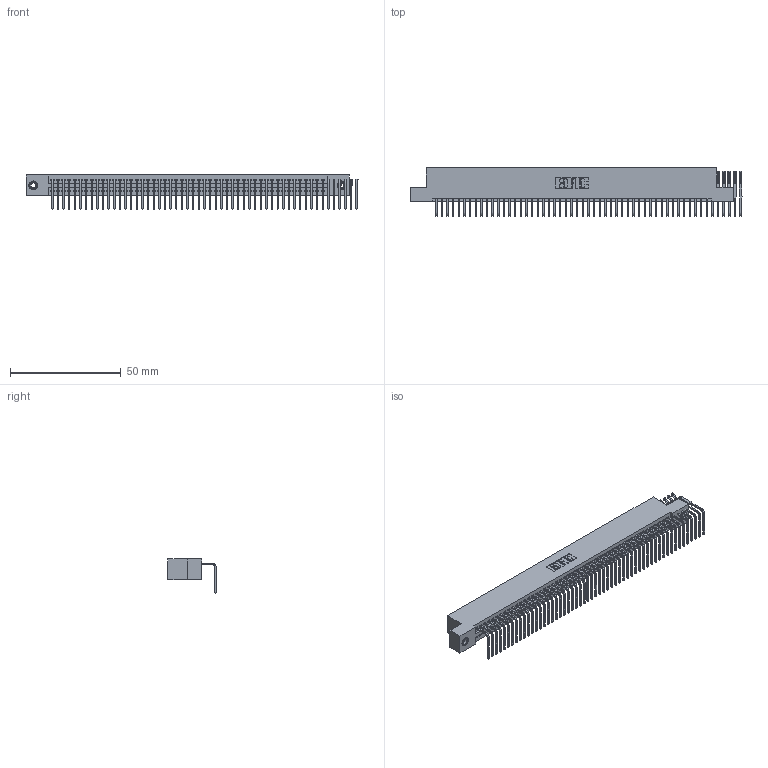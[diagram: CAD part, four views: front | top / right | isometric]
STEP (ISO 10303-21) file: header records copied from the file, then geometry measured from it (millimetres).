
FILE_DESCRIPTION (( 'STEP AP203' ), '1' );
FILE_NAME ('345-055-558-108.STEP', '2019-10-10T19:25:08', ( '' ), ( '' ), 'SwSTEP 2.0', 'SolidWorks 2016', '' );
FILE_SCHEMA (( 'CONFIG_CONTROL_DESIGN' ));
Length unit declared in the file: inch
Products named in the file (4): 345-292-001_558 Tail - 2; 345-250-001_345-250-003-102; 345-055-558-108; 345 Part_Flush Mounting Lugs - 0.156 Dia-TI
Assembly tree (58 placements, depth 2):
  345-055-558-108
    345 Part_Flush Mounting Lugs - 0.156 Dia-TI
    345-292-001_558 Tail - 2  x55
    345-250-001_345-250-003-102  x2
Bounding box: 149.67 x 21.83 x 15.37 mm (x, y, z)
Volume: 14138.6 mm3; surface area: 20344.8 mm2
Topology: 58 solids, 58 shells, 3390 faces, 10163 edges, 6694 vertices
Faces by surface type: plane 2338, cylinder 1036, cone 12, torus 4
Entity records: 37398 total; most frequent: CARTESIAN_POINT 6432, ORIENTED_EDGE 6402, DIRECTION 5641, EDGE_CURVE 3201, VECTOR 2853, LINE 2853, VERTEX_POINT 2128, AXIS2_PLACEMENT_3D 1394
